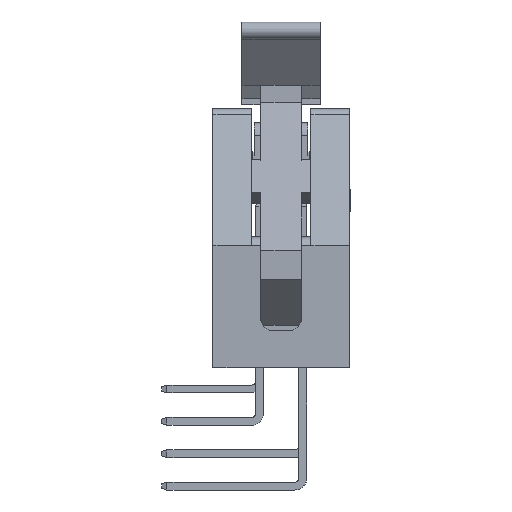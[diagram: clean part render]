
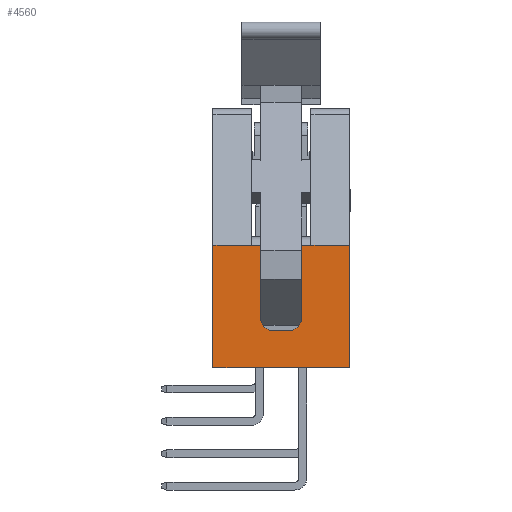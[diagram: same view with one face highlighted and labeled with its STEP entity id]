
A CAD part, left-side view. The second image highlights one B-rep face of the part: STEP entity #4560.
In plain terms, the highlighted planar face has unit normal (-1, 0, 0).
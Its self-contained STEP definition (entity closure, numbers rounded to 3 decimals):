
#3734=CARTESIAN_POINT('',(-17.475,4.,-7.6));
#3735=VERTEX_POINT('',#3734);
#3742=CARTESIAN_POINT('',(-17.475,4.,-0.4));
#3743=VERTEX_POINT('',#3742);
#3744=CARTESIAN_POINT('',(-17.475,4.,-7.6));
#3745=DIRECTION('',(0.,0.,1.));
#3746=VECTOR('',#3745,7.2);
#3747=LINE('',#3744,#3746);
#3748=EDGE_CURVE('',#3735,#3743,#3747,.T.);
#3876=CARTESIAN_POINT('',(-17.475,-4.,-7.6));
#3877=VERTEX_POINT('',#3876);
#4063=CARTESIAN_POINT('',(-17.475,-4.,-0.4));
#4064=VERTEX_POINT('',#4063);
#4071=CARTESIAN_POINT('',(-17.475,-4.,-0.4));
#4072=DIRECTION('',(0.,0.,-1.));
#4073=VECTOR('',#4072,7.2);
#4074=LINE('',#4071,#4073);
#4075=EDGE_CURVE('',#4064,#3877,#4074,.T.);
#4466=CARTESIAN_POINT('',(-17.475,-4.,-7.6));
#4467=DIRECTION('',(0.,1.,0.));
#4468=VECTOR('',#4467,8.);
#4469=LINE('',#4466,#4468);
#4470=EDGE_CURVE('',#3877,#3735,#4469,.T.);
#4478=CARTESIAN_POINT('',(-17.475,0.,0.));
#4479=DIRECTION('',(0.,-1.,0.));
#4480=DIRECTION('',(-1.,0.,0.));
#4481=AXIS2_PLACEMENT_3D('',#4478,#4480,#4479);
#4482=PLANE('',#4481);
#4483=ORIENTED_EDGE('',*,*,#4470,.F.);
#4484=ORIENTED_EDGE('',*,*,#4075,.F.);
#4485=CARTESIAN_POINT('',(-17.475,-1.75,-0.4));
#4486=VERTEX_POINT('',#4485);
#4487=CARTESIAN_POINT('',(-17.475,-4.,-0.4));
#4488=DIRECTION('',(0.,1.,0.));
#4489=VECTOR('',#4488,2.25);
#4490=LINE('',#4487,#4489);
#4491=EDGE_CURVE('',#4064,#4486,#4490,.T.);
#4492=ORIENTED_EDGE('',*,*,#4491,.T.);
#4493=CARTESIAN_POINT('',(-17.475,-1.2,-0.4));
#4494=VERTEX_POINT('',#4493);
#4495=CARTESIAN_POINT('',(-17.475,-1.75,-0.4));
#4496=DIRECTION('',(0.,1.,0.));
#4497=VECTOR('',#4496,0.55);
#4498=LINE('',#4495,#4497);
#4499=EDGE_CURVE('',#4486,#4494,#4498,.T.);
#4500=ORIENTED_EDGE('',*,*,#4499,.T.);
#4501=CARTESIAN_POINT('',(-17.475,-1.2,-4.7));
#4502=VERTEX_POINT('',#4501);
#4503=CARTESIAN_POINT('',(-17.475,-1.2,-0.4));
#4504=DIRECTION('',(0.,0.,-1.));
#4505=VECTOR('',#4504,4.3);
#4506=LINE('',#4503,#4505);
#4507=EDGE_CURVE('',#4494,#4502,#4506,.T.);
#4508=ORIENTED_EDGE('',*,*,#4507,.T.);
#4509=CARTESIAN_POINT('',(-17.475,-0.5,-5.4));
#4510=VERTEX_POINT('',#4509);
#4511=CARTESIAN_POINT('',(-17.475,-0.5,-4.7));
#4512=DIRECTION('',(0.,-1.,0.));
#4513=DIRECTION('',(1.,0.,0.));
#4514=AXIS2_PLACEMENT_3D('',#4511,#4513,#4512);
#4515=CIRCLE('',#4514,0.7);
#4516=EDGE_CURVE('',#4502,#4510,#4515,.T.);
#4517=ORIENTED_EDGE('',*,*,#4516,.T.);
#4518=CARTESIAN_POINT('',(-17.475,0.5,-5.4));
#4519=VERTEX_POINT('',#4518);
#4520=CARTESIAN_POINT('',(-17.475,-0.5,-5.4));
#4521=DIRECTION('',(0.,1.,0.));
#4522=VECTOR('',#4521,1.);
#4523=LINE('',#4520,#4522);
#4524=EDGE_CURVE('',#4510,#4519,#4523,.T.);
#4525=ORIENTED_EDGE('',*,*,#4524,.T.);
#4526=CARTESIAN_POINT('',(-17.475,1.2,-4.7));
#4527=VERTEX_POINT('',#4526);
#4528=CARTESIAN_POINT('',(-17.475,0.5,-4.7));
#4529=DIRECTION('',(0.,0.,-1.));
#4530=DIRECTION('',(1.,0.,0.));
#4531=AXIS2_PLACEMENT_3D('',#4528,#4530,#4529);
#4532=CIRCLE('',#4531,0.7);
#4533=EDGE_CURVE('',#4519,#4527,#4532,.T.);
#4534=ORIENTED_EDGE('',*,*,#4533,.T.);
#4535=CARTESIAN_POINT('',(-17.475,1.2,-0.4));
#4536=VERTEX_POINT('',#4535);
#4537=CARTESIAN_POINT('',(-17.475,1.2,-4.7));
#4538=DIRECTION('',(0.,0.,1.));
#4539=VECTOR('',#4538,4.3);
#4540=LINE('',#4537,#4539);
#4541=EDGE_CURVE('',#4527,#4536,#4540,.T.);
#4542=ORIENTED_EDGE('',*,*,#4541,.T.);
#4543=CARTESIAN_POINT('',(-17.475,1.75,-0.4));
#4544=VERTEX_POINT('',#4543);
#4545=CARTESIAN_POINT('',(-17.475,1.2,-0.4));
#4546=DIRECTION('',(0.,1.,0.));
#4547=VECTOR('',#4546,0.55);
#4548=LINE('',#4545,#4547);
#4549=EDGE_CURVE('',#4536,#4544,#4548,.T.);
#4550=ORIENTED_EDGE('',*,*,#4549,.T.);
#4551=CARTESIAN_POINT('',(-17.475,1.75,-0.4));
#4552=DIRECTION('',(0.,1.,0.));
#4553=VECTOR('',#4552,2.25);
#4554=LINE('',#4551,#4553);
#4555=EDGE_CURVE('',#4544,#3743,#4554,.T.);
#4556=ORIENTED_EDGE('',*,*,#4555,.T.);
#4557=ORIENTED_EDGE('',*,*,#3748,.F.);
#4558=EDGE_LOOP('',(#4483,#4484,#4492,#4500,#4508,#4517,#4525,#4534,#4542,#4550,#4556,#4557));
#4559=FACE_OUTER_BOUND('',#4558,.T.);
#4560=ADVANCED_FACE('',(#4559),#4482,.T.);
